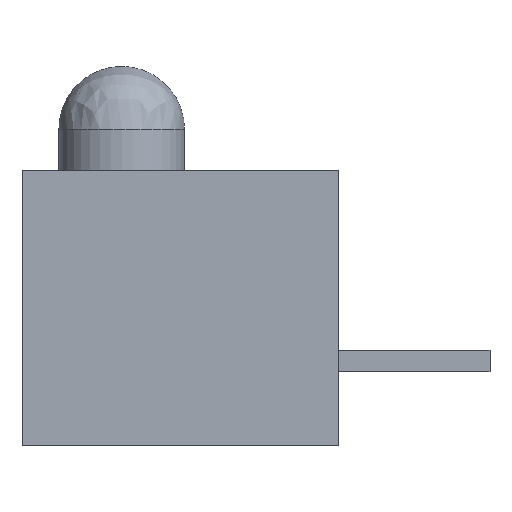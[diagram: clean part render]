
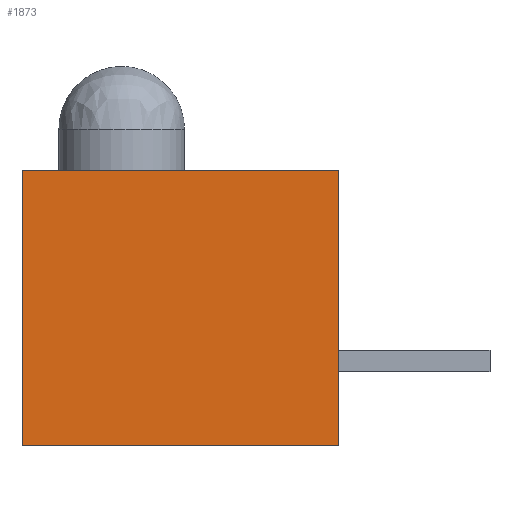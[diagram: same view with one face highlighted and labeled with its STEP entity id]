
A CAD part, left-side view. The second image highlights one B-rep face of the part: STEP entity #1873.
In plain terms, the highlighted planar face has unit normal (-1, 0, 0).
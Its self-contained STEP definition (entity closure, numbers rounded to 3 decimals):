
#1432 = CARTESIAN_POINT ( 'NONE',  ( -2.3, 3.65, 3.175 ) ) ;
#1676 = DIRECTION ( 'NONE',  ( 0., -1., 0. ) ) ;
#1873 = ADVANCED_FACE ( 'NONE', ( #11478 ), #4226, .F. ) ;
#2103 = AXIS2_PLACEMENT_3D ( 'NONE', #5491, #12840, #7813 ) ;
#2198 = DIRECTION ( 'NONE',  ( 0., 0., -1. ) ) ;
#2798 = LINE ( 'NONE', #8766, #4540 ) ;
#3007 = EDGE_CURVE ( 'NONE', #4555, #7798, #3647, .T. ) ;
#3126 = EDGE_CURVE ( 'NONE', #7798, #13338, #12739, .T. ) ;
#3647 = LINE ( 'NONE', #8503, #5151 ) ;
#4226 = PLANE ( 'NONE',  #2103 ) ;
#4540 = VECTOR ( 'NONE', #9515, 1000. ) ;
#4555 = VERTEX_POINT ( 'NONE', #14937 ) ;
#5151 = VECTOR ( 'NONE', #13368, 1000. ) ;
#5338 = EDGE_CURVE ( 'NONE', #13338, #8269, #6967, .T. ) ;
#5491 = CARTESIAN_POINT ( 'NONE',  ( -2.3, 0.244, -8.117 ) ) ;
#6275 = CARTESIAN_POINT ( 'NONE',  ( -2.3, 0.244, 3.175 ) ) ;
#6420 = EDGE_CURVE ( 'NONE', #8269, #4555, #2798, .T. ) ;
#6496 = CARTESIAN_POINT ( 'NONE',  ( -2.3, -3.65, 3.175 ) ) ;
#6824 = VECTOR ( 'NONE', #2198, 1000. ) ;
#6967 = LINE ( 'NONE', #15489, #6824 ) ;
#7055 = ORIENTED_EDGE ( 'NONE', *, *, #3007, .F. ) ;
#7257 = ORIENTED_EDGE ( 'NONE', *, *, #6420, .F. ) ;
#7798 = VERTEX_POINT ( 'NONE', #1432 ) ;
#7813 = DIRECTION ( 'NONE',  ( 0., 0., -1. ) ) ;
#8269 = VERTEX_POINT ( 'NONE', #9324 ) ;
#8503 = CARTESIAN_POINT ( 'NONE',  ( -2.3, 3.65, -8.117 ) ) ;
#8766 = CARTESIAN_POINT ( 'NONE',  ( -2.3, 0.244, -3.175 ) ) ;
#9275 = ORIENTED_EDGE ( 'NONE', *, *, #3126, .F. ) ;
#9324 = CARTESIAN_POINT ( 'NONE',  ( -2.3, -3.65, -3.175 ) ) ;
#9515 = DIRECTION ( 'NONE',  ( 0., 1., 0. ) ) ;
#10391 = EDGE_LOOP ( 'NONE', ( #7257, #13322, #9275, #7055 ) ) ;
#11478 = FACE_OUTER_BOUND ( 'NONE', #10391, .T. ) ;
#12739 = LINE ( 'NONE', #6275, #13316 ) ;
#12840 = DIRECTION ( 'NONE',  ( 1., 0., 0. ) ) ;
#13316 = VECTOR ( 'NONE', #1676, 1000. ) ;
#13322 = ORIENTED_EDGE ( 'NONE', *, *, #5338, .F. ) ;
#13338 = VERTEX_POINT ( 'NONE', #6496 ) ;
#13368 = DIRECTION ( 'NONE',  ( 0., 0., 1. ) ) ;
#14937 = CARTESIAN_POINT ( 'NONE',  ( -2.3, 3.65, -3.175 ) ) ;
#15489 = CARTESIAN_POINT ( 'NONE',  ( -2.3, -3.65, -8.117 ) ) ;
